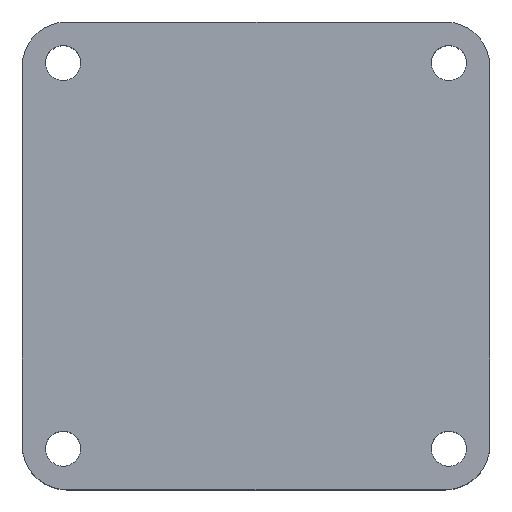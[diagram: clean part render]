
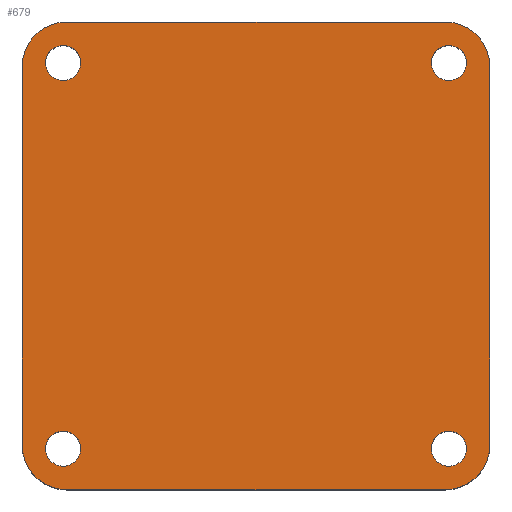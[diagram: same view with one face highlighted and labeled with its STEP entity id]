
A CAD part, top view. The second image highlights one B-rep face of the part: STEP entity #679.
In plain terms, the highlighted planar face has unit normal (0, 0, 1).
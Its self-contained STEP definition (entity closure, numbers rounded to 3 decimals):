
#24 = VERTEX_POINT('',#25);
#25 = CARTESIAN_POINT('',(26.999,24.749,0.));
#31 = EDGE_CURVE('',#32,#24,#34,.T.);
#32 = VERTEX_POINT('',#33);
#33 = CARTESIAN_POINT('',(22.499,24.749,0.));
#34 = CIRCLE('',#35,2.25);
#35 = AXIS2_PLACEMENT_3D('',#36,#37,#38);
#36 = CARTESIAN_POINT('',(24.749,24.749,0.));
#37 = DIRECTION('',(0.,0.,1.));
#38 = DIRECTION('',(0.,-1.,0.));
#66 = VERTEX_POINT('',#67);
#67 = CARTESIAN_POINT('',(26.999,-24.749,0.));
#73 = EDGE_CURVE('',#74,#66,#76,.T.);
#74 = VERTEX_POINT('',#75);
#75 = CARTESIAN_POINT('',(22.499,-24.749,0.));
#76 = CIRCLE('',#77,2.25);
#77 = AXIS2_PLACEMENT_3D('',#78,#79,#80);
#78 = CARTESIAN_POINT('',(24.749,-24.749,0.));
#79 = DIRECTION('',(0.,0.,1.));
#80 = DIRECTION('',(-1.,0.,0.));
#108 = VERTEX_POINT('',#109);
#109 = CARTESIAN_POINT('',(-22.499,-24.749,0.));
#115 = EDGE_CURVE('',#116,#108,#118,.T.);
#116 = VERTEX_POINT('',#117);
#117 = CARTESIAN_POINT('',(-26.999,-24.749,0.));
#118 = CIRCLE('',#119,2.25);
#119 = AXIS2_PLACEMENT_3D('',#120,#121,#122);
#120 = CARTESIAN_POINT('',(-24.749,-24.749,0.));
#121 = DIRECTION('',(0.,0.,1.));
#122 = DIRECTION('',(0.,1.,0.));
#150 = VERTEX_POINT('',#151);
#151 = CARTESIAN_POINT('',(-22.499,24.749,0.));
#157 = EDGE_CURVE('',#158,#150,#160,.T.);
#158 = VERTEX_POINT('',#159);
#159 = CARTESIAN_POINT('',(-26.999,24.749,0.));
#160 = CIRCLE('',#161,2.25);
#161 = AXIS2_PLACEMENT_3D('',#162,#163,#164);
#162 = CARTESIAN_POINT('',(-24.749,24.749,0.));
#163 = DIRECTION('',(0.,0.,1.));
#164 = DIRECTION('',(1.,0.,-0.));
#444 = VERTEX_POINT('',#445);
#445 = CARTESIAN_POINT('',(-30.,-24.3,0.));
#451 = EDGE_CURVE('',#452,#444,#454,.T.);
#452 = VERTEX_POINT('',#453);
#453 = CARTESIAN_POINT('',(-30.,24.3,0.));
#454 = LINE('',#455,#456);
#455 = CARTESIAN_POINT('',(-30.,30.,0.));
#456 = VECTOR('',#457,1.);
#457 = DIRECTION('',(0.,-1.,0.));
#484 = VERTEX_POINT('',#485);
#485 = CARTESIAN_POINT('',(-24.3,30.,0.));
#491 = EDGE_CURVE('',#492,#484,#494,.T.);
#492 = VERTEX_POINT('',#493);
#493 = CARTESIAN_POINT('',(24.3,30.,0.));
#494 = LINE('',#495,#496);
#495 = CARTESIAN_POINT('',(30.,30.,0.));
#496 = VECTOR('',#497,1.);
#497 = DIRECTION('',(-1.,0.,0.));
#513 = EDGE_CURVE('',#514,#516,#518,.T.);
#514 = VERTEX_POINT('',#515);
#515 = CARTESIAN_POINT('',(30.,-24.3,0.));
#516 = VERTEX_POINT('',#517);
#517 = CARTESIAN_POINT('',(30.,24.3,0.));
#518 = LINE('',#519,#520);
#519 = CARTESIAN_POINT('',(30.,30.,0.));
#520 = VECTOR('',#521,1.);
#521 = DIRECTION('',(0.,1.,-0.));
#564 = VERTEX_POINT('',#565);
#565 = CARTESIAN_POINT('',(24.3,-30.,0.));
#571 = EDGE_CURVE('',#572,#564,#574,.T.);
#572 = VERTEX_POINT('',#573);
#573 = CARTESIAN_POINT('',(-24.3,-30.,0.));
#574 = LINE('',#575,#576);
#575 = CARTESIAN_POINT('',(30.,-30.,0.));
#576 = VECTOR('',#577,1.);
#577 = DIRECTION('',(1.,0.,-0.));
#679 = ADVANCED_FACE('',(#680,#690,#700,#710,#720),#754,.F.);
#680 = FACE_BOUND('',#681,.T.);
#681 = EDGE_LOOP('',(#682,#689));
#682 = ORIENTED_EDGE('',*,*,#683,.F.);
#683 = EDGE_CURVE('',#24,#32,#684,.T.);
#684 = CIRCLE('',#685,2.25);
#685 = AXIS2_PLACEMENT_3D('',#686,#687,#688);
#686 = CARTESIAN_POINT('',(24.749,24.749,0.));
#687 = DIRECTION('',(0.,0.,1.));
#688 = DIRECTION('',(0.,-1.,0.));
#689 = ORIENTED_EDGE('',*,*,#31,.F.);
#690 = FACE_BOUND('',#691,.T.);
#691 = EDGE_LOOP('',(#692,#699));
#692 = ORIENTED_EDGE('',*,*,#693,.F.);
#693 = EDGE_CURVE('',#66,#74,#694,.T.);
#694 = CIRCLE('',#695,2.25);
#695 = AXIS2_PLACEMENT_3D('',#696,#697,#698);
#696 = CARTESIAN_POINT('',(24.749,-24.749,0.));
#697 = DIRECTION('',(0.,0.,1.));
#698 = DIRECTION('',(-1.,0.,0.));
#699 = ORIENTED_EDGE('',*,*,#73,.F.);
#700 = FACE_BOUND('',#701,.T.);
#701 = EDGE_LOOP('',(#702,#709));
#702 = ORIENTED_EDGE('',*,*,#703,.F.);
#703 = EDGE_CURVE('',#108,#116,#704,.T.);
#704 = CIRCLE('',#705,2.25);
#705 = AXIS2_PLACEMENT_3D('',#706,#707,#708);
#706 = CARTESIAN_POINT('',(-24.749,-24.749,0.));
#707 = DIRECTION('',(0.,0.,1.));
#708 = DIRECTION('',(0.,1.,0.));
#709 = ORIENTED_EDGE('',*,*,#115,.F.);
#710 = FACE_BOUND('',#711,.T.);
#711 = EDGE_LOOP('',(#712,#719));
#712 = ORIENTED_EDGE('',*,*,#713,.F.);
#713 = EDGE_CURVE('',#150,#158,#714,.T.);
#714 = CIRCLE('',#715,2.25);
#715 = AXIS2_PLACEMENT_3D('',#716,#717,#718);
#716 = CARTESIAN_POINT('',(-24.749,24.749,0.));
#717 = DIRECTION('',(0.,0.,1.));
#718 = DIRECTION('',(1.,0.,-0.));
#719 = ORIENTED_EDGE('',*,*,#157,.F.);
#720 = FACE_BOUND('',#721,.T.);
#721 = EDGE_LOOP('',(#722,#723,#730,#731,#738,#739,#746,#747));
#722 = ORIENTED_EDGE('',*,*,#571,.T.);
#723 = ORIENTED_EDGE('',*,*,#724,.T.);
#724 = EDGE_CURVE('',#564,#514,#725,.T.);
#725 = CIRCLE('',#726,5.7);
#726 = AXIS2_PLACEMENT_3D('',#727,#728,#729);
#727 = CARTESIAN_POINT('',(24.3,-24.3,0.));
#728 = DIRECTION('',(0.,0.,1.));
#729 = DIRECTION('',(-1.,0.,-0.));
#730 = ORIENTED_EDGE('',*,*,#513,.T.);
#731 = ORIENTED_EDGE('',*,*,#732,.T.);
#732 = EDGE_CURVE('',#516,#492,#733,.T.);
#733 = CIRCLE('',#734,5.7);
#734 = AXIS2_PLACEMENT_3D('',#735,#736,#737);
#735 = CARTESIAN_POINT('',(24.3,24.3,0.));
#736 = DIRECTION('',(0.,0.,1.));
#737 = DIRECTION('',(-1.,0.,-0.));
#738 = ORIENTED_EDGE('',*,*,#491,.T.);
#739 = ORIENTED_EDGE('',*,*,#740,.T.);
#740 = EDGE_CURVE('',#484,#452,#741,.T.);
#741 = CIRCLE('',#742,5.7);
#742 = AXIS2_PLACEMENT_3D('',#743,#744,#745);
#743 = CARTESIAN_POINT('',(-24.3,24.3,0.));
#744 = DIRECTION('',(0.,0.,1.));
#745 = DIRECTION('',(-1.,0.,-0.));
#746 = ORIENTED_EDGE('',*,*,#451,.T.);
#747 = ORIENTED_EDGE('',*,*,#748,.T.);
#748 = EDGE_CURVE('',#444,#572,#749,.T.);
#749 = CIRCLE('',#750,5.7);
#750 = AXIS2_PLACEMENT_3D('',#751,#752,#753);
#751 = CARTESIAN_POINT('',(-24.3,-24.3,0.));
#752 = DIRECTION('',(0.,0.,1.));
#753 = DIRECTION('',(-1.,0.,-0.));
#754 = PLANE('',#755);
#755 = AXIS2_PLACEMENT_3D('',#756,#757,#758);
#756 = CARTESIAN_POINT('',(-30.,-30.,0.));
#757 = DIRECTION('',(0.,0.,-1.));
#758 = DIRECTION('',(-1.,0.,-0.));
